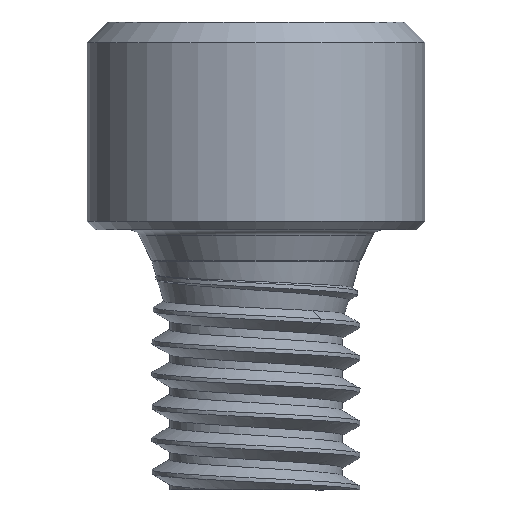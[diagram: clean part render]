
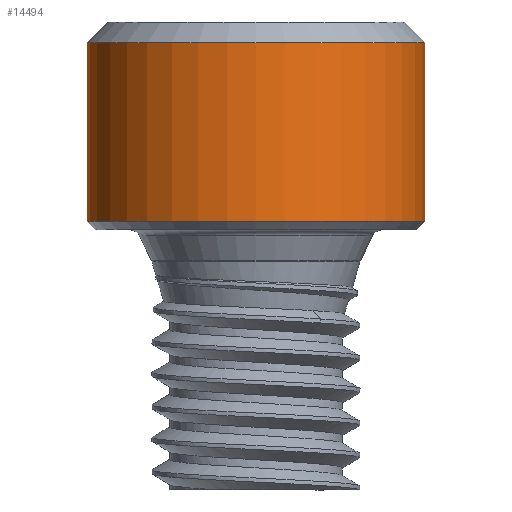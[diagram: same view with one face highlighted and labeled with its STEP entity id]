
A CAD part, front view. The second image highlights one B-rep face of the part: STEP entity #14494.
In plain terms, the highlighted cylindrical face has radius 6.5 mm (diameter 13 mm), a full revolution.
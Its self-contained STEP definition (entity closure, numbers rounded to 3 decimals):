
#14467=CARTESIAN_POINT('',(0.0,0.,-4.233));
#14468=DIRECTION('',(0.0,0.,-1.0));
#14469=DIRECTION('',(0.0,1.0,0.0));
#14470=AXIS2_PLACEMENT_3D('',#14467,#14468,#14469);
#14471=CYLINDRICAL_SURFACE('',#14470,6.5);
#14472=CARTESIAN_POINT('',(0.0,6.5,-7.665));
#14473=VERTEX_POINT('',#14472);
#14474=CARTESIAN_POINT('',(0.0,0.,-7.665));
#14475=DIRECTION('',(0.0,0.0,-1.0));
#14476=DIRECTION('',(0.0,1.0,0.0));
#14477=AXIS2_PLACEMENT_3D('',#14474,#14475,#14476);
#14478=CIRCLE('',#14477,6.5);
#14479=EDGE_CURVE('',#14473,#14473,#14478,.T.);
#14480=ORIENTED_EDGE('',*,*,#14479,.F.);
#14481=EDGE_LOOP('',(#14480));
#14482=FACE_OUTER_BOUND('',#14481,.T.);
#14483=CARTESIAN_POINT('',(0.0,6.5,-0.8));
#14484=VERTEX_POINT('',#14483);
#14485=CARTESIAN_POINT('',(0.0,0.,-0.8));
#14486=DIRECTION('',(0.0,0.0,-1.0));
#14487=DIRECTION('',(0.0,1.0,0.0));
#14488=AXIS2_PLACEMENT_3D('',#14485,#14486,#14487);
#14489=CIRCLE('',#14488,6.5);
#14490=EDGE_CURVE('',#14484,#14484,#14489,.T.);
#14491=ORIENTED_EDGE('',*,*,#14490,.T.);
#14492=EDGE_LOOP('',(#14491));
#14493=FACE_BOUND('',#14492,.T.);
#14494=ADVANCED_FACE('',(#14482,#14493),#14471,.T.);
